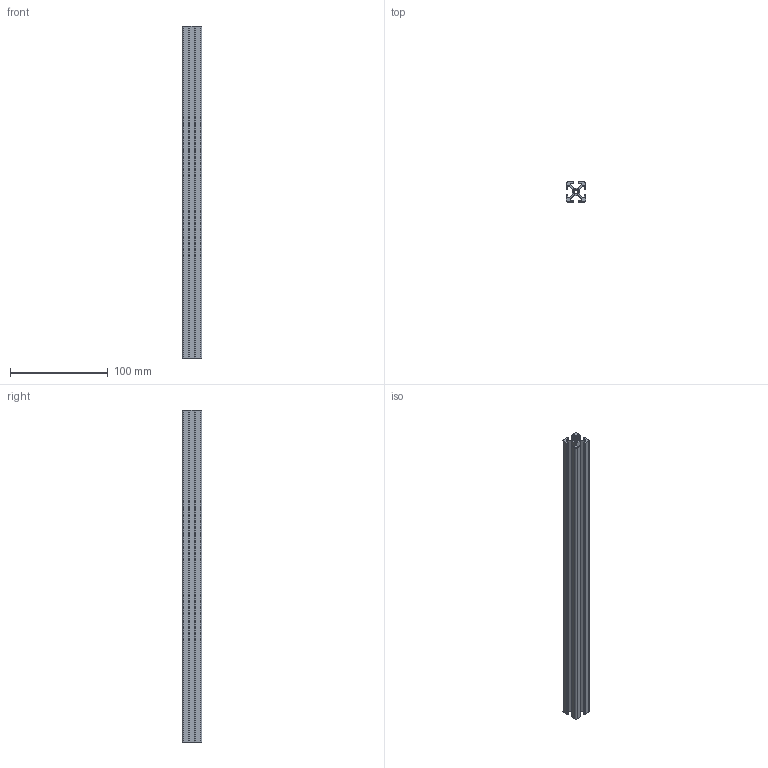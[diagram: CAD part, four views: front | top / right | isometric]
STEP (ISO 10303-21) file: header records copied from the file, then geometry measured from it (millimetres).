
FILE_DESCRIPTION( ( 'STEP AP203' ), '1' );
FILE_NAME( '20-2020-340-CL.stp', '2022-02-13T03:49:00', ( 'License CC BY-ND 4.0' ), ( 'CADENAS' ), ' ', 'PARTsolutions', ' ' );
FILE_SCHEMA( ( 'CONFIG_CONTROL_DESIGN' ) );
Length unit declared in the file: millimetre
Products named in the file (1): _20-2020-340-CL
Bounding box: 20 x 20 x 340 mm (x, y, z)
Volume: 54186.9 mm3; surface area: 62008.5 mm2
Topology: 1 solids, 1 shells, 106 faces, 312 edges, 208 vertices
Faces by surface type: cylinder 56, plane 50
Entity records: 3616 total; most frequent: DIRECTION 638, CARTESIAN_POINT 627, ORIENTED_EDGE 624, EDGE_CURVE 312, AXIS2_PLACEMENT_3D 219, VERTEX_POINT 208, LINE 200, VECTOR 200
